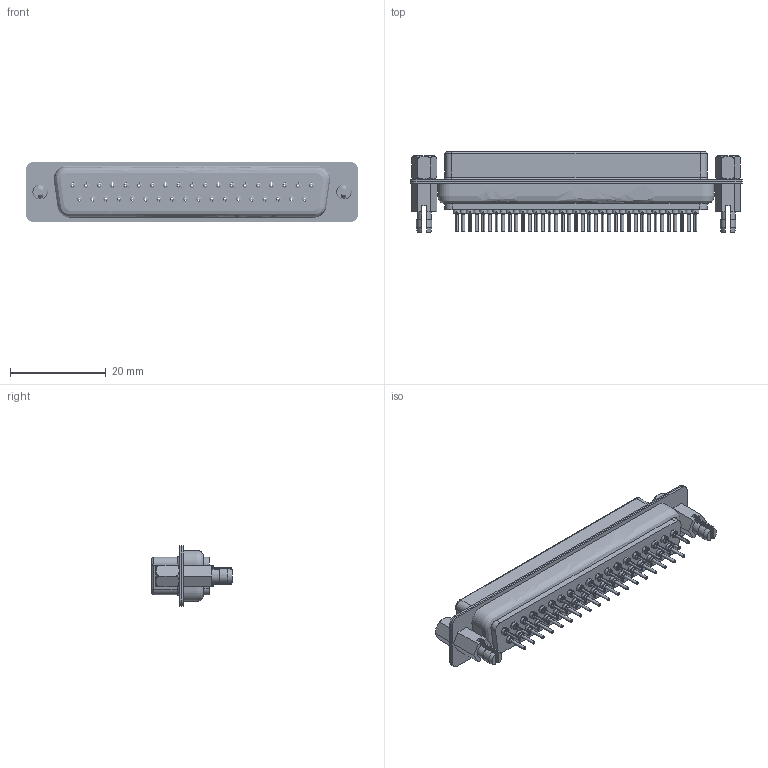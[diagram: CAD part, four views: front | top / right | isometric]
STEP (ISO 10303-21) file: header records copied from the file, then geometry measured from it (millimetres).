
FILE_DESCRIPTION(/* description */ ('Unknown'),/* implementation_level */ '2;1');
FILE_NAME(/* name */ '61803729321',/* time_stamp */ '2018-11-14T15:59:12+01:00',/* author */ ('Unknown'),/* organization */ ('Unknown'),/* preprocessor_version */ 'ST-DEVELOPER v16.7',/* originating_system */ 'DEX',/* authorisation */ $);
FILE_SCHEMA (('AUTOMOTIVE_DESIGN {1 0 10303 214 3 1 1}'));
Length unit declared in the file: millimetre
Products named in the file (8): 6180xx29321; 61803729321_INTER_ARRIERE; 61803729321_INTER_FACADE; 61803729321_FACADE; 61803729321_ARRIERE; 6180xx29321_Pin; 6180xx29y21_CLIP; 6180xx29y21_VISSE
Assembly tree (45 placements, depth 2):
  6180xx29321
    61803729321_INTER_ARRIERE
    61803729321_INTER_FACADE
    61803729321_FACADE
    61803729321_ARRIERE
    6180xx29321_Pin  x37
    6180xx29y21_CLIP  x2
    6180xx29y21_VISSE  x2
Bounding box: 69.4 x 16.8 x 12.55 mm (x, y, z)
Volume: 5885.6 mm3; surface area: 14890.7 mm2
Topology: 45 solids, 45 shells, 3012 faces, 8172 edges, 5288 vertices
Faces by surface type: plane 1721, cylinder 658, cone 567, torus 53, bspline 13
Full cylindrical faces by diameter (mm): 1 x37, 1.5 x37, 1.6 x37, 2.75 x2, 2.85 x2, 3 x6
Entity records: 25179 total; most frequent: CARTESIAN_POINT 9536, DIRECTION 3324, ORIENTED_EDGE 2750, EDGE_CURVE 1375, AXIS2_PLACEMENT_3D 1337, FACE_BOUND 994, EDGE_LOOP 993, VERTEX_POINT 959
